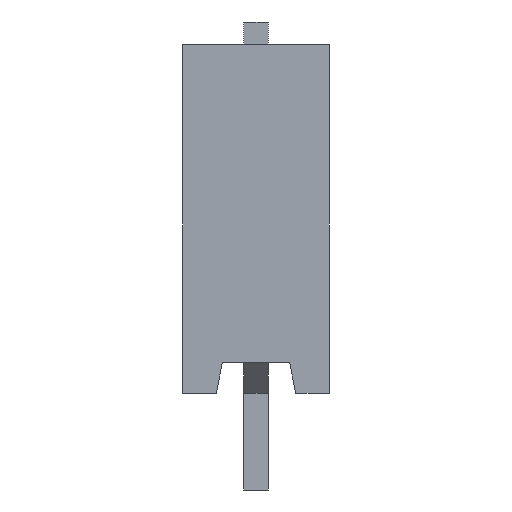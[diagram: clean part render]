
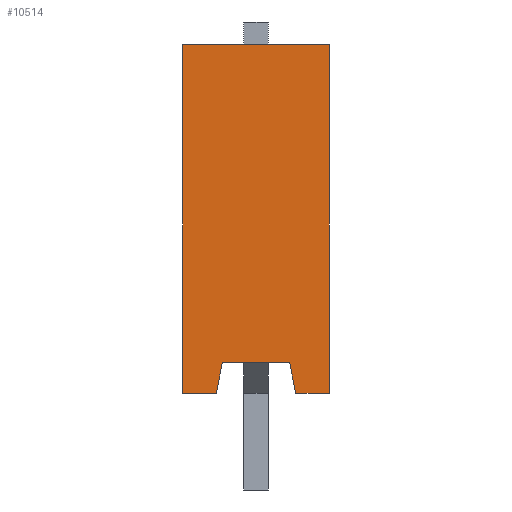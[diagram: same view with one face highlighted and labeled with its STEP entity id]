
A CAD part, left-side view. The second image highlights one B-rep face of the part: STEP entity #10514.
In plain terms, the highlighted planar face has unit normal (-1, 0, 0).
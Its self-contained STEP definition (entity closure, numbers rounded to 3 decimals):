
#3295 = PLANE('',#3296);
#3296 = AXIS2_PLACEMENT_3D('',#3297,#3298,#3299);
#3297 = CARTESIAN_POINT('',(-25.4,0.,0.005
    ));
#3298 = DIRECTION('',(0.,0.,-1.));
#3299 = DIRECTION('',(1.,0.,0.));
#7566 = EDGE_CURVE('',#7567,#7569,#7571,.T.);
#7567 = VERTEX_POINT('',#7568);
#7568 = CARTESIAN_POINT('',(-10.41,1.2,0.005));
#7569 = VERTEX_POINT('',#7570);
#7570 = CARTESIAN_POINT('',(-10.41,0.65,0.005));
#7571 = SURFACE_CURVE('',#7572,(#7576,#7583),.PCURVE_S1.);
#7572 = LINE('',#7573,#7574);
#7573 = CARTESIAN_POINT('',(-10.41,0.,
    0.005));
#7574 = VECTOR('',#7575,1.);
#7575 = DIRECTION('',(0.,-1.,0.));
#7576 = PCURVE('',#3295,#7577);
#7577 = DEFINITIONAL_REPRESENTATION('',(#7578),#7582);
#7578 = LINE('',#7579,#7580);
#7579 = CARTESIAN_POINT('',(14.99,0.));
#7580 = VECTOR('',#7581,1.);
#7581 = DIRECTION('',(0.,1.));
#7582 = ( GEOMETRIC_REPRESENTATION_CONTEXT(2) 
PARAMETRIC_REPRESENTATION_CONTEXT() REPRESENTATION_CONTEXT('2D SPACE',''
  ) );
#7583 = PCURVE('',#7584,#7589);
#7584 = PLANE('',#7585);
#7585 = AXIS2_PLACEMENT_3D('',#7586,#7587,#7588);
#7586 = CARTESIAN_POINT('',(-10.41,0.,5.705));
#7587 = DIRECTION('',(1.,0.,0.));
#7588 = DIRECTION('',(0.,0.,1.));
#7589 = DEFINITIONAL_REPRESENTATION('',(#7590),#7594);
#7590 = LINE('',#7591,#7592);
#7591 = CARTESIAN_POINT('',(-5.7,0.));
#7592 = VECTOR('',#7593,1.);
#7593 = DIRECTION('',(0.,1.));
#7594 = ( GEOMETRIC_REPRESENTATION_CONTEXT(2) 
PARAMETRIC_REPRESENTATION_CONTEXT() REPRESENTATION_CONTEXT('2D SPACE',''
  ) );
#7610 = PLANE('',#7611);
#7611 = AXIS2_PLACEMENT_3D('',#7612,#7613,#7614);
#7612 = CARTESIAN_POINT('',(-43.43,1.2,0.005));
#7613 = DIRECTION('',(0.,-1.,0.));
#7614 = DIRECTION('',(0.,0.,-1.));
#7637 = PLANE('',#7638);
#7638 = AXIS2_PLACEMENT_3D('',#7639,#7640,#7641);
#7639 = CARTESIAN_POINT('',(-7.37,0.65,0.005));
#7640 = DIRECTION('',(0.,0.981,0.196)
  );
#7641 = DIRECTION('',(0.,-0.196,0.981)
  );
#10514 = ADVANCED_FACE('',(#10515),#7584,.F.);
#10515 = FACE_BOUND('',#10516,.T.);
#10516 = EDGE_LOOP('',(#10517,#10518,#10541,#10569,#10597,#10625,#10653,
    #10681));
#10517 = ORIENTED_EDGE('',*,*,#7566,.T.);
#10518 = ORIENTED_EDGE('',*,*,#10519,.F.);
#10519 = EDGE_CURVE('',#10520,#7569,#10522,.T.);
#10520 = VERTEX_POINT('',#10521);
#10521 = CARTESIAN_POINT('',(-10.41,0.55,0.505));
#10522 = SURFACE_CURVE('',#10523,(#10527,#10534),.PCURVE_S1.);
#10523 = LINE('',#10524,#10525);
#10524 = CARTESIAN_POINT('',(-10.41,0.65,0.005));
#10525 = VECTOR('',#10526,1.);
#10526 = DIRECTION('',(0.,0.196,
    -0.981));
#10527 = PCURVE('',#7584,#10528);
#10528 = DEFINITIONAL_REPRESENTATION('',(#10529),#10533);
#10529 = LINE('',#10530,#10531);
#10530 = CARTESIAN_POINT('',(-5.7,-0.65));
#10531 = VECTOR('',#10532,1.);
#10532 = DIRECTION('',(-0.981,-0.196));
#10533 = ( GEOMETRIC_REPRESENTATION_CONTEXT(2) 
PARAMETRIC_REPRESENTATION_CONTEXT() REPRESENTATION_CONTEXT('2D SPACE',''
  ) );
#10534 = PCURVE('',#7637,#10535);
#10535 = DEFINITIONAL_REPRESENTATION('',(#10536),#10540);
#10536 = LINE('',#10537,#10538);
#10537 = CARTESIAN_POINT('',(0.,-3.04));
#10538 = VECTOR('',#10539,1.);
#10539 = DIRECTION('',(-1.,0.));
#10540 = ( GEOMETRIC_REPRESENTATION_CONTEXT(2) 
PARAMETRIC_REPRESENTATION_CONTEXT() REPRESENTATION_CONTEXT('2D SPACE',''
  ) );
#10541 = ORIENTED_EDGE('',*,*,#10542,.F.);
#10542 = EDGE_CURVE('',#10543,#10520,#10545,.T.);
#10543 = VERTEX_POINT('',#10544);
#10544 = CARTESIAN_POINT('',(-10.41,-0.55,0.505));
#10545 = SURFACE_CURVE('',#10546,(#10550,#10557),.PCURVE_S1.);
#10546 = LINE('',#10547,#10548);
#10547 = CARTESIAN_POINT('',(-10.41,0.55,0.505));
#10548 = VECTOR('',#10549,1.);
#10549 = DIRECTION('',(0.,1.,0.));
#10550 = PCURVE('',#7584,#10551);
#10551 = DEFINITIONAL_REPRESENTATION('',(#10552),#10556);
#10552 = LINE('',#10553,#10554);
#10553 = CARTESIAN_POINT('',(-5.2,-0.55));
#10554 = VECTOR('',#10555,1.);
#10555 = DIRECTION('',(0.,-1.));
#10556 = ( GEOMETRIC_REPRESENTATION_CONTEXT(2) 
PARAMETRIC_REPRESENTATION_CONTEXT() REPRESENTATION_CONTEXT('2D SPACE',''
  ) );
#10557 = PCURVE('',#10558,#10563);
#10558 = PLANE('',#10559);
#10559 = AXIS2_PLACEMENT_3D('',#10560,#10561,#10562);
#10560 = CARTESIAN_POINT('',(-7.37,0.55,0.505));
#10561 = DIRECTION('',(0.,0.,1.));
#10562 = DIRECTION('',(-1.,0.,0.));
#10563 = DEFINITIONAL_REPRESENTATION('',(#10564),#10568);
#10564 = LINE('',#10565,#10566);
#10565 = CARTESIAN_POINT('',(3.04,0.));
#10566 = VECTOR('',#10567,1.);
#10567 = DIRECTION('',(0.,-1.));
#10568 = ( GEOMETRIC_REPRESENTATION_CONTEXT(2) 
PARAMETRIC_REPRESENTATION_CONTEXT() REPRESENTATION_CONTEXT('2D SPACE',''
  ) );
#10569 = ORIENTED_EDGE('',*,*,#10570,.F.);
#10570 = EDGE_CURVE('',#10571,#10543,#10573,.T.);
#10571 = VERTEX_POINT('',#10572);
#10572 = CARTESIAN_POINT('',(-10.41,-0.65,0.005));
#10573 = SURFACE_CURVE('',#10574,(#10578,#10585),.PCURVE_S1.);
#10574 = LINE('',#10575,#10576);
#10575 = CARTESIAN_POINT('',(-10.41,-0.55,0.505));
#10576 = VECTOR('',#10577,1.);
#10577 = DIRECTION('',(0.,0.196,0.981
    ));
#10578 = PCURVE('',#7584,#10579);
#10579 = DEFINITIONAL_REPRESENTATION('',(#10580),#10584);
#10580 = LINE('',#10581,#10582);
#10581 = CARTESIAN_POINT('',(-5.2,0.55));
#10582 = VECTOR('',#10583,1.);
#10583 = DIRECTION('',(0.981,-0.196));
#10584 = ( GEOMETRIC_REPRESENTATION_CONTEXT(2) 
PARAMETRIC_REPRESENTATION_CONTEXT() REPRESENTATION_CONTEXT('2D SPACE',''
  ) );
#10585 = PCURVE('',#10586,#10591);
#10586 = PLANE('',#10587);
#10587 = AXIS2_PLACEMENT_3D('',#10588,#10589,#10590);
#10588 = CARTESIAN_POINT('',(-7.37,-0.55,0.505));
#10589 = DIRECTION('',(0.,-0.981,0.196
    ));
#10590 = DIRECTION('',(0.,-0.196,
    -0.981));
#10591 = DEFINITIONAL_REPRESENTATION('',(#10592),#10596);
#10592 = LINE('',#10593,#10594);
#10593 = CARTESIAN_POINT('',(0.,-3.04));
#10594 = VECTOR('',#10595,1.);
#10595 = DIRECTION('',(-1.,0.));
#10596 = ( GEOMETRIC_REPRESENTATION_CONTEXT(2) 
PARAMETRIC_REPRESENTATION_CONTEXT() REPRESENTATION_CONTEXT('2D SPACE',''
  ) );
#10597 = ORIENTED_EDGE('',*,*,#10598,.T.);
#10598 = EDGE_CURVE('',#10571,#10599,#10601,.T.);
#10599 = VERTEX_POINT('',#10600);
#10600 = CARTESIAN_POINT('',(-10.41,-1.2,0.005));
#10601 = SURFACE_CURVE('',#10602,(#10606,#10613),.PCURVE_S1.);
#10602 = LINE('',#10603,#10604);
#10603 = CARTESIAN_POINT('',(-10.41,0.,
    0.005));
#10604 = VECTOR('',#10605,1.);
#10605 = DIRECTION('',(0.,-1.,0.));
#10606 = PCURVE('',#7584,#10607);
#10607 = DEFINITIONAL_REPRESENTATION('',(#10608),#10612);
#10608 = LINE('',#10609,#10610);
#10609 = CARTESIAN_POINT('',(-5.7,0.));
#10610 = VECTOR('',#10611,1.);
#10611 = DIRECTION('',(0.,1.));
#10612 = ( GEOMETRIC_REPRESENTATION_CONTEXT(2) 
PARAMETRIC_REPRESENTATION_CONTEXT() REPRESENTATION_CONTEXT('2D SPACE',''
  ) );
#10613 = PCURVE('',#10614,#10619);
#10614 = PLANE('',#10615);
#10615 = AXIS2_PLACEMENT_3D('',#10616,#10617,#10618);
#10616 = CARTESIAN_POINT('',(-25.4,0.,
    0.005));
#10617 = DIRECTION('',(0.,0.,-1.));
#10618 = DIRECTION('',(1.,0.,0.));
#10619 = DEFINITIONAL_REPRESENTATION('',(#10620),#10624);
#10620 = LINE('',#10621,#10622);
#10621 = CARTESIAN_POINT('',(14.99,0.));
#10622 = VECTOR('',#10623,1.);
#10623 = DIRECTION('',(0.,1.));
#10624 = ( GEOMETRIC_REPRESENTATION_CONTEXT(2) 
PARAMETRIC_REPRESENTATION_CONTEXT() REPRESENTATION_CONTEXT('2D SPACE',''
  ) );
#10625 = ORIENTED_EDGE('',*,*,#10626,.F.);
#10626 = EDGE_CURVE('',#10627,#10599,#10629,.T.);
#10627 = VERTEX_POINT('',#10628);
#10628 = CARTESIAN_POINT('',(-10.41,-1.2,5.705));
#10629 = SURFACE_CURVE('',#10630,(#10634,#10641),.PCURVE_S1.);
#10630 = LINE('',#10631,#10632);
#10631 = CARTESIAN_POINT('',(-10.41,-1.2,0.005));
#10632 = VECTOR('',#10633,1.);
#10633 = DIRECTION('',(0.,0.,-1.));
#10634 = PCURVE('',#7584,#10635);
#10635 = DEFINITIONAL_REPRESENTATION('',(#10636),#10640);
#10636 = LINE('',#10637,#10638);
#10637 = CARTESIAN_POINT('',(-5.7,1.2));
#10638 = VECTOR('',#10639,1.);
#10639 = DIRECTION('',(-1.,0.));
#10640 = ( GEOMETRIC_REPRESENTATION_CONTEXT(2) 
PARAMETRIC_REPRESENTATION_CONTEXT() REPRESENTATION_CONTEXT('2D SPACE',''
  ) );
#10641 = PCURVE('',#10642,#10647);
#10642 = PLANE('',#10643);
#10643 = AXIS2_PLACEMENT_3D('',#10644,#10645,#10646);
#10644 = CARTESIAN_POINT('',(-43.43,-1.2,0.005));
#10645 = DIRECTION('',(0.,1.,0.));
#10646 = DIRECTION('',(0.,0.,1.));
#10647 = DEFINITIONAL_REPRESENTATION('',(#10648),#10652);
#10648 = LINE('',#10649,#10650);
#10649 = CARTESIAN_POINT('',(0.,33.02));
#10650 = VECTOR('',#10651,1.);
#10651 = DIRECTION('',(-1.,0.));
#10652 = ( GEOMETRIC_REPRESENTATION_CONTEXT(2) 
PARAMETRIC_REPRESENTATION_CONTEXT() REPRESENTATION_CONTEXT('2D SPACE',''
  ) );
#10653 = ORIENTED_EDGE('',*,*,#10654,.F.);
#10654 = EDGE_CURVE('',#10655,#10627,#10657,.T.);
#10655 = VERTEX_POINT('',#10656);
#10656 = CARTESIAN_POINT('',(-10.41,1.2,5.705));
#10657 = SURFACE_CURVE('',#10658,(#10662,#10669),.PCURVE_S1.);
#10658 = LINE('',#10659,#10660);
#10659 = CARTESIAN_POINT('',(-10.41,0.,5.705));
#10660 = VECTOR('',#10661,1.);
#10661 = DIRECTION('',(0.,-1.,0.));
#10662 = PCURVE('',#7584,#10663);
#10663 = DEFINITIONAL_REPRESENTATION('',(#10664),#10668);
#10664 = LINE('',#10665,#10666);
#10665 = CARTESIAN_POINT('',(0.,0.));
#10666 = VECTOR('',#10667,1.);
#10667 = DIRECTION('',(0.,1.));
#10668 = ( GEOMETRIC_REPRESENTATION_CONTEXT(2) 
PARAMETRIC_REPRESENTATION_CONTEXT() REPRESENTATION_CONTEXT('2D SPACE',''
  ) );
#10669 = PCURVE('',#10670,#10675);
#10670 = PLANE('',#10671);
#10671 = AXIS2_PLACEMENT_3D('',#10672,#10673,#10674);
#10672 = CARTESIAN_POINT('',(-25.4,0.,5.705));
#10673 = DIRECTION('',(0.,0.,-1.));
#10674 = DIRECTION('',(1.,0.,0.));
#10675 = DEFINITIONAL_REPRESENTATION('',(#10676),#10680);
#10676 = LINE('',#10677,#10678);
#10677 = CARTESIAN_POINT('',(14.99,0.));
#10678 = VECTOR('',#10679,1.);
#10679 = DIRECTION('',(0.,1.));
#10680 = ( GEOMETRIC_REPRESENTATION_CONTEXT(2) 
PARAMETRIC_REPRESENTATION_CONTEXT() REPRESENTATION_CONTEXT('2D SPACE',''
  ) );
#10681 = ORIENTED_EDGE('',*,*,#10682,.F.);
#10682 = EDGE_CURVE('',#7567,#10655,#10683,.T.);
#10683 = SURFACE_CURVE('',#10684,(#10688,#10695),.PCURVE_S1.);
#10684 = LINE('',#10685,#10686);
#10685 = CARTESIAN_POINT('',(-10.41,1.2,0.005));
#10686 = VECTOR('',#10687,1.);
#10687 = DIRECTION('',(0.,0.,1.));
#10688 = PCURVE('',#7584,#10689);
#10689 = DEFINITIONAL_REPRESENTATION('',(#10690),#10694);
#10690 = LINE('',#10691,#10692);
#10691 = CARTESIAN_POINT('',(-5.7,-1.2));
#10692 = VECTOR('',#10693,1.);
#10693 = DIRECTION('',(1.,0.));
#10694 = ( GEOMETRIC_REPRESENTATION_CONTEXT(2) 
PARAMETRIC_REPRESENTATION_CONTEXT() REPRESENTATION_CONTEXT('2D SPACE',''
  ) );
#10695 = PCURVE('',#7610,#10696);
#10696 = DEFINITIONAL_REPRESENTATION('',(#10697),#10701);
#10697 = LINE('',#10698,#10699);
#10698 = CARTESIAN_POINT('',(0.,33.02));
#10699 = VECTOR('',#10700,1.);
#10700 = DIRECTION('',(-1.,0.));
#10701 = ( GEOMETRIC_REPRESENTATION_CONTEXT(2) 
PARAMETRIC_REPRESENTATION_CONTEXT() REPRESENTATION_CONTEXT('2D SPACE',''
  ) );
